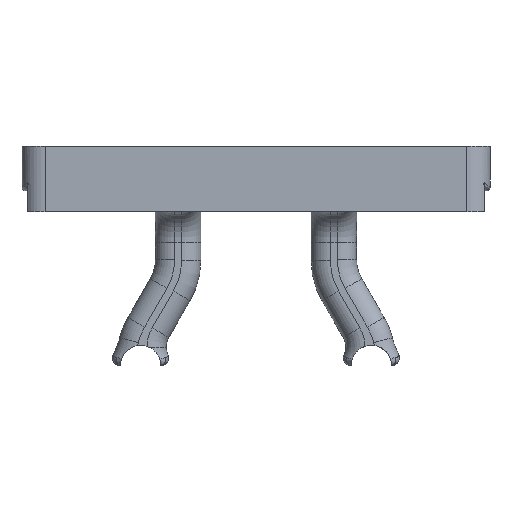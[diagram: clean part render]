
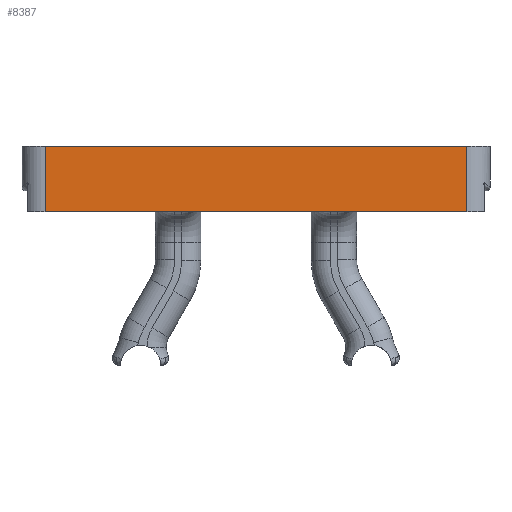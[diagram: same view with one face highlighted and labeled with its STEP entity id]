
A CAD part, front view. The second image highlights one B-rep face of the part: STEP entity #8387.
In plain terms, the highlighted planar face has unit normal (0, -1, 0).
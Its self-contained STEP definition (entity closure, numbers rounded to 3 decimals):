
#29 = CARTESIAN_POINT ( 'NONE',  ( 0., 0., 0. ) ) ;
#220 = AXIS2_PLACEMENT_3D ( 'NONE', #9922, #1632, #1090 ) ;
#363 = DIRECTION ( 'NONE',  ( 0., 0., 1. ) ) ;
#1090 = DIRECTION ( 'NONE',  ( 1., 0., 0. ) ) ;
#1143 = CARTESIAN_POINT ( 'NONE',  ( 0., 0., -17. ) ) ;
#1632 = DIRECTION ( 'NONE',  ( 0., -1., 0. ) ) ;
#2057 = ORIENTED_EDGE ( 'NONE', *, *, #9962, .F. ) ;
#2980 = DIRECTION ( 'NONE',  ( -1., 0., 0. ) ) ;
#3066 = EDGE_CURVE ( 'NONE', #8153, #6777, #7388, .T. ) ;
#3389 = CARTESIAN_POINT ( 'NONE',  ( -115.7, 0., -17. ) ) ;
#3475 = FACE_OUTER_BOUND ( 'NONE', #6731, .T. ) ;
#3610 = VECTOR ( 'NONE', #363, 1000. ) ;
#4008 = CARTESIAN_POINT ( 'NONE',  ( -6., 0., -17. ) ) ;
#4120 = CARTESIAN_POINT ( 'NONE',  ( -6., 0., 0. ) ) ;
#4404 = VECTOR ( 'NONE', #5805, 1000. ) ;
#5397 = EDGE_CURVE ( 'NONE', #8604, #6777, #6781, .T. ) ;
#5805 = DIRECTION ( 'NONE',  ( 0., 0., -1. ) ) ;
#5889 = LINE ( 'NONE', #11492, #3610 ) ;
#5899 = VECTOR ( 'NONE', #2980, 1000. ) ;
#6731 = EDGE_LOOP ( 'NONE', ( #2057, #10004, #11688, #9499 ) ) ;
#6777 = VERTEX_POINT ( 'NONE', #3389 ) ;
#6781 = LINE ( 'NONE', #1143, #5899 ) ;
#7388 = LINE ( 'NONE', #11241, #4404 ) ;
#8153 = VERTEX_POINT ( 'NONE', #11222 ) ;
#8387 = ADVANCED_FACE ( 'NONE', ( #3475 ), #10830, .T. ) ;
#8602 = VECTOR ( 'NONE', #11100, 1000. ) ;
#8604 = VERTEX_POINT ( 'NONE', #4008 ) ;
#9499 = ORIENTED_EDGE ( 'NONE', *, *, #11439, .T. ) ;
#9588 = VERTEX_POINT ( 'NONE', #4120 ) ;
#9922 = CARTESIAN_POINT ( 'NONE',  ( 0., 0., -2. ) ) ;
#9962 = EDGE_CURVE ( 'NONE', #8153, #9588, #10203, .T. ) ;
#10004 = ORIENTED_EDGE ( 'NONE', *, *, #3066, .T. ) ;
#10203 = LINE ( 'NONE', #29, #8602 ) ;
#10830 = PLANE ( 'NONE',  #220 ) ;
#11100 = DIRECTION ( 'NONE',  ( 1., 0., 0. ) ) ;
#11222 = CARTESIAN_POINT ( 'NONE',  ( -115.7, 0., 0. ) ) ;
#11241 = CARTESIAN_POINT ( 'NONE',  ( -115.7, 0., -2. ) ) ;
#11439 = EDGE_CURVE ( 'NONE', #8604, #9588, #5889, .T. ) ;
#11492 = CARTESIAN_POINT ( 'NONE',  ( -6., 0., -2. ) ) ;
#11688 = ORIENTED_EDGE ( 'NONE', *, *, #5397, .F. ) ;
